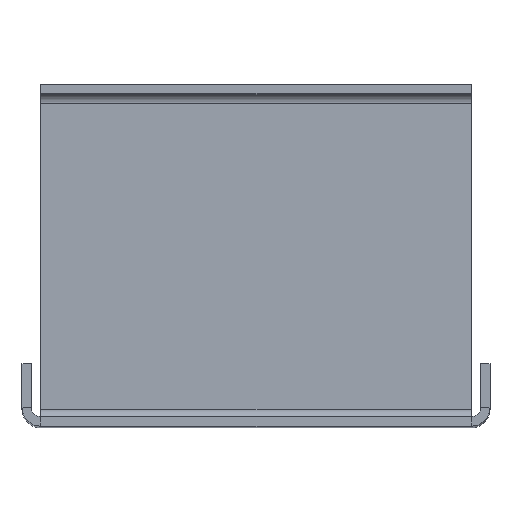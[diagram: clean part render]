
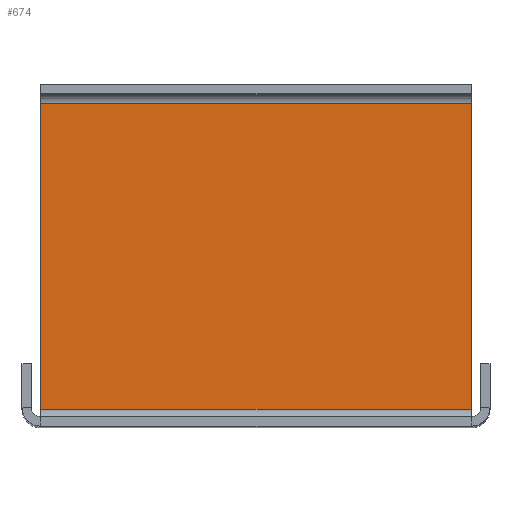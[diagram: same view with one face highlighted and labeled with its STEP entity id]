
A CAD part, top view. The second image highlights one B-rep face of the part: STEP entity #674.
In plain terms, the highlighted planar face has unit normal (0, 0, 1).
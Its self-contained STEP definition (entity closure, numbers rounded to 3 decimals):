
#30=PLANE('',#744);
#68=FACE_OUTER_BOUND('',#112,.T.);
#112=EDGE_LOOP('',(#513,#514,#515,#516));
#170=LINE('',#1059,#240);
#171=LINE('',#1063,#241);
#172=LINE('',#1065,#242);
#173=LINE('',#1066,#243);
#240=VECTOR('',#856,10.);
#241=VECTOR('',#861,2.16);
#242=VECTOR('',#862,10.);
#243=VECTOR('',#863,2.16);
#332=VERTEX_POINT('',#1045);
#333=VERTEX_POINT('',#1049);
#335=VERTEX_POINT('',#1062);
#336=VERTEX_POINT('',#1064);
#398=EDGE_CURVE('',#332,#333,#170,.T.);
#399=EDGE_CURVE('',#333,#335,#171,.T.);
#400=EDGE_CURVE('',#335,#336,#172,.T.);
#401=EDGE_CURVE('',#332,#336,#173,.T.);
#513=ORIENTED_EDGE('',*,*,#398,.T.);
#514=ORIENTED_EDGE('',*,*,#399,.T.);
#515=ORIENTED_EDGE('',*,*,#400,.T.);
#516=ORIENTED_EDGE('',*,*,#401,.F.);
#674=ADVANCED_FACE('',(#68),#30,.F.);
#744=AXIS2_PLACEMENT_3D('',#1061,#859,#860);
#856=DIRECTION('',(-1.,0.,0.));
#859=DIRECTION('center_axis',(0.,0.,-1.));
#860=DIRECTION('ref_axis',(0.,1.,0.));
#861=DIRECTION('',(0.,-1.,0.));
#862=DIRECTION('',(1.,0.,0.));
#863=DIRECTION('',(0.,-1.,0.));
#1045=CARTESIAN_POINT('',(72.,52.,-163.5));
#1049=CARTESIAN_POINT('',(3.,52.,-163.5));
#1059=CARTESIAN_POINT('',(54.75,52.,-163.5));
#1061=CARTESIAN_POINT('Origin',(37.5,27.304,-163.5));
#1062=CARTESIAN_POINT('',(3.,3.,-163.5));
#1063=CARTESIAN_POINT('',(3.,-3.786,-163.5));
#1064=CARTESIAN_POINT('',(72.,3.,-163.5));
#1065=CARTESIAN_POINT('',(37.5,3.,-163.5));
#1066=CARTESIAN_POINT('',(72.,-3.786,-163.5));
